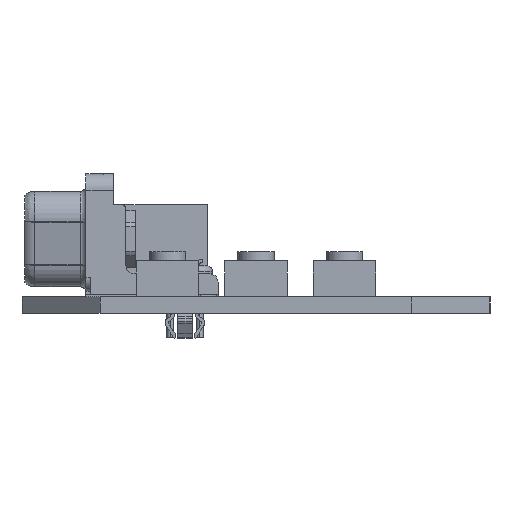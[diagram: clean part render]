
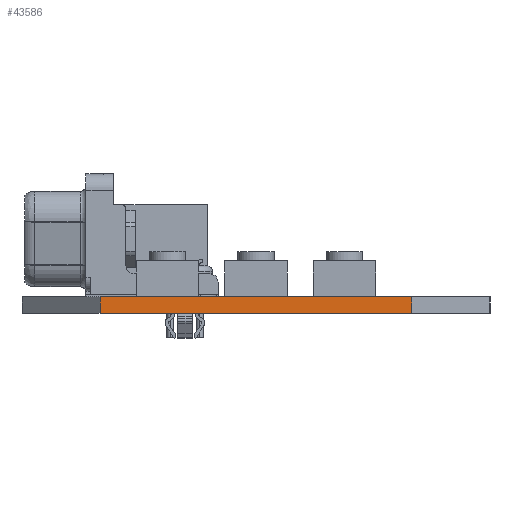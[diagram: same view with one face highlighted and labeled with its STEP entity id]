
A CAD part, left-side view. The second image highlights one B-rep face of the part: STEP entity #43586.
In plain terms, the highlighted planar face has unit normal (-1, 0, 0).
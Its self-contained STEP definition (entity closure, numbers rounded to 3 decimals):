
#39968 = PLANE('',#39969);
#39969 = AXIS2_PLACEMENT_3D('',#39970,#39971,#39972);
#39970 = CARTESIAN_POINT('',(-62.5,15.,0.));
#39971 = DIRECTION('',(-0.707,0.707,0.));
#39972 = DIRECTION('',(0.707,0.707,0.));
#39996 = PLANE('',#39997);
#39997 = AXIS2_PLACEMENT_3D('',#39998,#39999,#40000);
#39998 = CARTESIAN_POINT('',(0.,0.,1.6)
  );
#39999 = DIRECTION('',(-0.,-0.,-1.));
#40000 = DIRECTION('',(-1.,0.,0.));
#40050 = PLANE('',#40051);
#40051 = AXIS2_PLACEMENT_3D('',#40052,#40053,#40054);
#40052 = CARTESIAN_POINT('',(0.,0.,0.));
#40053 = DIRECTION('',(-0.,-0.,-1.));
#40054 = DIRECTION('',(-1.,0.,0.));
#40065 = EDGE_CURVE('',#40066,#40068,#40070,.T.);
#40066 = VERTEX_POINT('',#40067);
#40067 = CARTESIAN_POINT('',(-62.5,15.,0.));
#40068 = VERTEX_POINT('',#40069);
#40069 = CARTESIAN_POINT('',(-62.5,15.,1.6));
#40070 = SURFACE_CURVE('',#40071,(#40075,#40082),.PCURVE_S1.);
#40071 = LINE('',#40072,#40073);
#40072 = CARTESIAN_POINT('',(-62.5,15.,0.));
#40073 = VECTOR('',#40074,1.);
#40074 = DIRECTION('',(0.,0.,1.));
#40075 = PCURVE('',#39968,#40076);
#40076 = DEFINITIONAL_REPRESENTATION('',(#40077),#40081);
#40077 = LINE('',#40078,#40079);
#40078 = CARTESIAN_POINT('',(0.,0.));
#40079 = VECTOR('',#40080,1.);
#40080 = DIRECTION('',(0.,-1.));
#40081 = ( GEOMETRIC_REPRESENTATION_CONTEXT(2) 
PARAMETRIC_REPRESENTATION_CONTEXT() REPRESENTATION_CONTEXT('2D SPACE',''
  ) );
#40082 = PCURVE('',#40083,#40088);
#40083 = PLANE('',#40084);
#40084 = AXIS2_PLACEMENT_3D('',#40085,#40086,#40087);
#40085 = CARTESIAN_POINT('',(-62.5,-15.,0.));
#40086 = DIRECTION('',(-1.,0.,0.));
#40087 = DIRECTION('',(0.,1.,0.));
#40088 = DEFINITIONAL_REPRESENTATION('',(#40089),#40093);
#40089 = LINE('',#40090,#40091);
#40090 = CARTESIAN_POINT('',(30.,0.));
#40091 = VECTOR('',#40092,1.);
#40092 = DIRECTION('',(0.,-1.));
#40093 = ( GEOMETRIC_REPRESENTATION_CONTEXT(2) 
PARAMETRIC_REPRESENTATION_CONTEXT() REPRESENTATION_CONTEXT('2D SPACE',''
  ) );
#40299 = VERTEX_POINT('',#40300);
#40300 = CARTESIAN_POINT('',(-62.5,-15.,0.));
#40314 = PLANE('',#40315);
#40315 = AXIS2_PLACEMENT_3D('',#40316,#40317,#40318);
#40316 = CARTESIAN_POINT('',(-55.,-22.5,0.));
#40317 = DIRECTION('',(-0.707,-0.707,0.));
#40318 = DIRECTION('',(-0.707,0.707,0.));
#40326 = EDGE_CURVE('',#40299,#40066,#40327,.T.);
#40327 = SURFACE_CURVE('',#40328,(#40332,#40339),.PCURVE_S1.);
#40328 = LINE('',#40329,#40330);
#40329 = CARTESIAN_POINT('',(-62.5,-15.,0.));
#40330 = VECTOR('',#40331,1.);
#40331 = DIRECTION('',(0.,1.,0.));
#40332 = PCURVE('',#40050,#40333);
#40333 = DEFINITIONAL_REPRESENTATION('',(#40334),#40338);
#40334 = LINE('',#40335,#40336);
#40335 = CARTESIAN_POINT('',(62.5,-15.));
#40336 = VECTOR('',#40337,1.);
#40337 = DIRECTION('',(0.,1.));
#40338 = ( GEOMETRIC_REPRESENTATION_CONTEXT(2) 
PARAMETRIC_REPRESENTATION_CONTEXT() REPRESENTATION_CONTEXT('2D SPACE',''
  ) );
#40339 = PCURVE('',#40083,#40340);
#40340 = DEFINITIONAL_REPRESENTATION('',(#40341),#40345);
#40341 = LINE('',#40342,#40343);
#40342 = CARTESIAN_POINT('',(0.,0.));
#40343 = VECTOR('',#40344,1.);
#40344 = DIRECTION('',(1.,0.));
#40345 = ( GEOMETRIC_REPRESENTATION_CONTEXT(2) 
PARAMETRIC_REPRESENTATION_CONTEXT() REPRESENTATION_CONTEXT('2D SPACE',''
  ) );
#42103 = VERTEX_POINT('',#42104);
#42104 = CARTESIAN_POINT('',(-62.5,-15.,1.6));
#42125 = EDGE_CURVE('',#42103,#40068,#42126,.T.);
#42126 = SURFACE_CURVE('',#42127,(#42131,#42138),.PCURVE_S1.);
#42127 = LINE('',#42128,#42129);
#42128 = CARTESIAN_POINT('',(-62.5,-15.,1.6));
#42129 = VECTOR('',#42130,1.);
#42130 = DIRECTION('',(0.,1.,0.));
#42131 = PCURVE('',#39996,#42132);
#42132 = DEFINITIONAL_REPRESENTATION('',(#42133),#42137);
#42133 = LINE('',#42134,#42135);
#42134 = CARTESIAN_POINT('',(62.5,-15.));
#42135 = VECTOR('',#42136,1.);
#42136 = DIRECTION('',(0.,1.));
#42137 = ( GEOMETRIC_REPRESENTATION_CONTEXT(2) 
PARAMETRIC_REPRESENTATION_CONTEXT() REPRESENTATION_CONTEXT('2D SPACE',''
  ) );
#42138 = PCURVE('',#40083,#42139);
#42139 = DEFINITIONAL_REPRESENTATION('',(#42140),#42144);
#42140 = LINE('',#42141,#42142);
#42141 = CARTESIAN_POINT('',(0.,-1.6));
#42142 = VECTOR('',#42143,1.);
#42143 = DIRECTION('',(1.,0.));
#42144 = ( GEOMETRIC_REPRESENTATION_CONTEXT(2) 
PARAMETRIC_REPRESENTATION_CONTEXT() REPRESENTATION_CONTEXT('2D SPACE',''
  ) );
#43586 = ADVANCED_FACE('',(#43587),#40083,.T.);
#43587 = FACE_BOUND('',#43588,.T.);
#43588 = EDGE_LOOP('',(#43589,#43610,#43611,#43612));
#43589 = ORIENTED_EDGE('',*,*,#43590,.T.);
#43590 = EDGE_CURVE('',#40299,#42103,#43591,.T.);
#43591 = SURFACE_CURVE('',#43592,(#43596,#43603),.PCURVE_S1.);
#43592 = LINE('',#43593,#43594);
#43593 = CARTESIAN_POINT('',(-62.5,-15.,0.));
#43594 = VECTOR('',#43595,1.);
#43595 = DIRECTION('',(0.,0.,1.));
#43596 = PCURVE('',#40083,#43597);
#43597 = DEFINITIONAL_REPRESENTATION('',(#43598),#43602);
#43598 = LINE('',#43599,#43600);
#43599 = CARTESIAN_POINT('',(0.,0.));
#43600 = VECTOR('',#43601,1.);
#43601 = DIRECTION('',(0.,-1.));
#43602 = ( GEOMETRIC_REPRESENTATION_CONTEXT(2) 
PARAMETRIC_REPRESENTATION_CONTEXT() REPRESENTATION_CONTEXT('2D SPACE',''
  ) );
#43603 = PCURVE('',#40314,#43604);
#43604 = DEFINITIONAL_REPRESENTATION('',(#43605),#43609);
#43605 = LINE('',#43606,#43607);
#43606 = CARTESIAN_POINT('',(10.607,0.));
#43607 = VECTOR('',#43608,1.);
#43608 = DIRECTION('',(0.,-1.));
#43609 = ( GEOMETRIC_REPRESENTATION_CONTEXT(2) 
PARAMETRIC_REPRESENTATION_CONTEXT() REPRESENTATION_CONTEXT('2D SPACE',''
  ) );
#43610 = ORIENTED_EDGE('',*,*,#42125,.T.);
#43611 = ORIENTED_EDGE('',*,*,#40065,.F.);
#43612 = ORIENTED_EDGE('',*,*,#40326,.F.);
